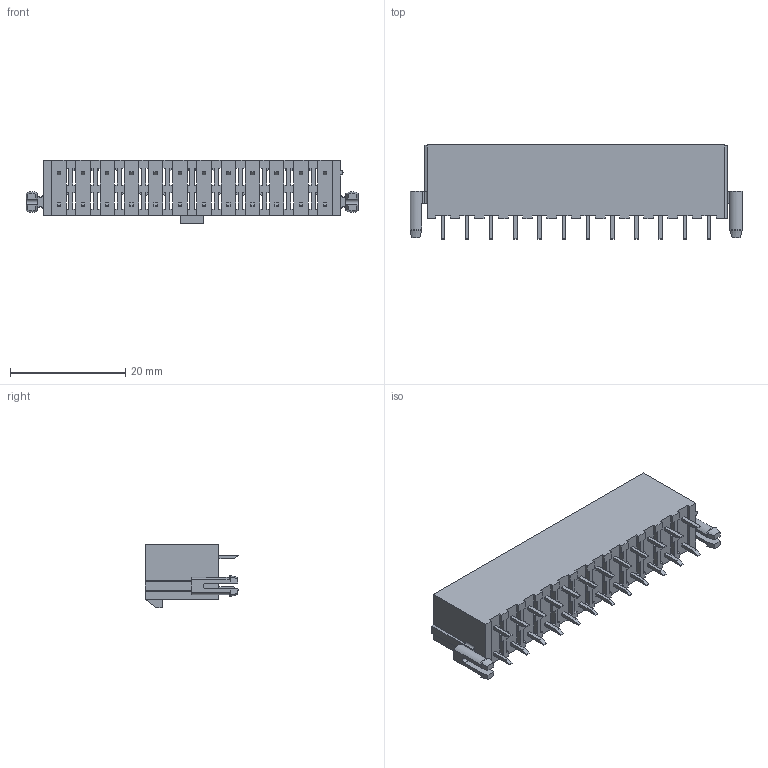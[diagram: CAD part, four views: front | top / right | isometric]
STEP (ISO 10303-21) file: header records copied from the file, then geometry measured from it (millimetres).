
FILE_DESCRIPTION((''),'2;1');
FILE_NAME('039299244','2006-12-15T',('gga'),(''),'PRO/ENGINEER BY PARAMETRIC TECHNOLOGY CORPORATION, 2003451','PRO/ENGINEER BY PARAMETRIC TECHNOLOGY CORPORATION, 2003451','');
FILE_SCHEMA(('CONFIG_CONTROL_DESIGN'));
Length unit declared in the file: millimetre
Products named in the file (1): 039299244
Bounding box: 57.6 x 16.3 x 11.1 mm (x, y, z)
Volume: 3328 mm3; surface area: 7192.4 mm2
Topology: 1 solids, 1 shells, 726 faces, 2129 edges, 1392 vertices
Faces by surface type: plane 703, cylinder 19, cone 4
Entity records: 23660 total; most frequent: CARTESIAN_POINT 4213, ORIENTED_EDGE 4150, DIRECTION 3675, EDGE_CURVE 2075, VECTOR 2023, LINE 2023, VERTEX_POINT 1336, AXIS2_PLACEMENT_3D 826
